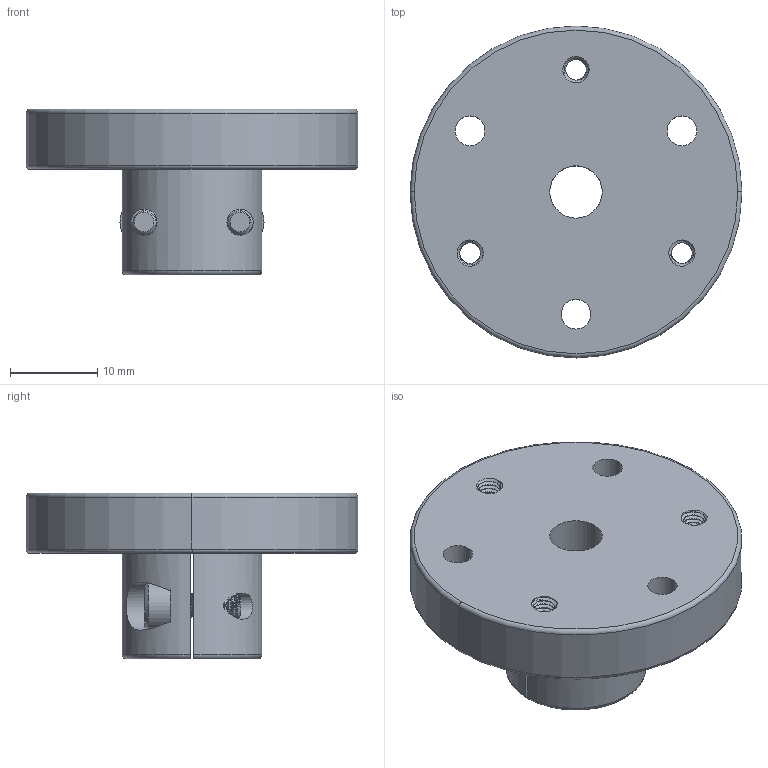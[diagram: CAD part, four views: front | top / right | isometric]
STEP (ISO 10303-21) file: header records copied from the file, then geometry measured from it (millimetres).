
FILE_DESCRIPTION (( 'STEP AP203' ), '1' );
FILE_NAME ('9604T11.step', '2019-02-11T21:30:44', ( '' ), ( '' ), 'SwSTEP 2.0', 'SolidWorks 2014', '' );
FILE_SCHEMA (( 'CONFIG_CONTROL_DESIGN' ));
Length unit declared in the file: millimetre
Products named in the file (1): 9604T11
Bounding box: 38 x 38 x 19 mm (x, y, z)
Volume: 9311.7 mm3; surface area: 5204.5 mm2
Topology: 3 solids, 3 shells, 272 faces, 734 edges, 474 vertices
Faces by surface type: cylinder 179, cone 37, plane 35, bspline 15, torus 6
Entity records: 17847 total; most frequent: CARTESIAN_POINT 11946, ORIENTED_EDGE 1468, DIRECTION 975, EDGE_CURVE 734, VERTEX_POINT 474, AXIS2_PLACEMENT_3D 368, EDGE_LOOP 300, ADVANCED_FACE 272
